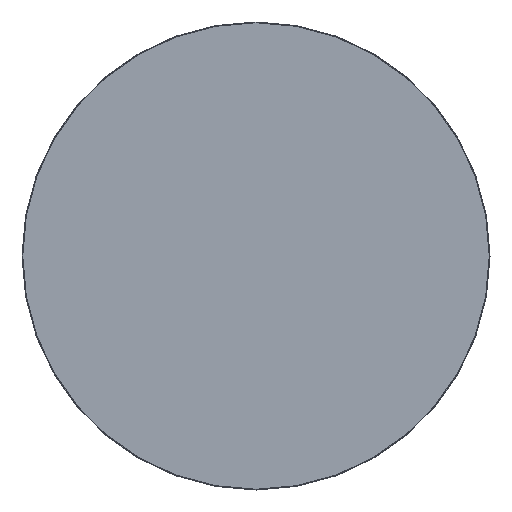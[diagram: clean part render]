
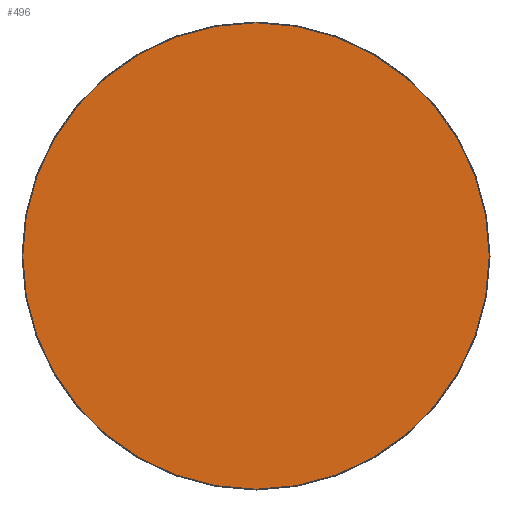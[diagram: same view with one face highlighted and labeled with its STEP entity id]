
A CAD part, front view. The second image highlights one B-rep face of the part: STEP entity #496.
In plain terms, the highlighted planar face has unit normal (0, -1, 0).
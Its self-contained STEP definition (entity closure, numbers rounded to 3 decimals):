
#27=PLANE('',#599);
#56=FACE_OUTER_BOUND('',#84,.T.);
#84=EDGE_LOOP('',(#437,#438));
#168=CIRCLE('',#596,26.412);
#169=CIRCLE('',#597,26.412);
#223=VERTEX_POINT('',#926);
#224=VERTEX_POINT('',#927);
#294=EDGE_CURVE('',#223,#224,#168,.T.);
#295=EDGE_CURVE('',#224,#223,#169,.T.);
#437=ORIENTED_EDGE('',*,*,#294,.T.);
#438=ORIENTED_EDGE('',*,*,#295,.T.);
#496=ADVANCED_FACE('',(#56),#27,.T.);
#596=AXIS2_PLACEMENT_3D('',#928,#772,#773);
#597=AXIS2_PLACEMENT_3D('',#929,#774,#775);
#599=AXIS2_PLACEMENT_3D('',#931,#778,#779);
#772=DIRECTION('center_axis',(0.,-1.,0.));
#773=DIRECTION('ref_axis',(-1.,0.,0.));
#774=DIRECTION('center_axis',(0.,-1.,0.));
#775=DIRECTION('ref_axis',(-1.,0.,0.));
#778=DIRECTION('center_axis',(0.,-1.,0.));
#779=DIRECTION('ref_axis',(0.,0.,-1.));
#926=CARTESIAN_POINT('',(-26.412,0.,0.));
#927=CARTESIAN_POINT('',(0.,0.,26.412));
#928=CARTESIAN_POINT('Origin',(0.,0.,0.));
#929=CARTESIAN_POINT('Origin',(0.,0.,0.));
#931=CARTESIAN_POINT('Origin',(-13.206,0.,0.));
